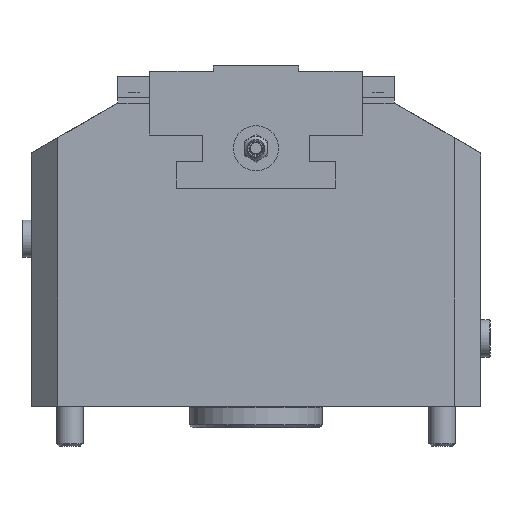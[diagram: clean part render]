
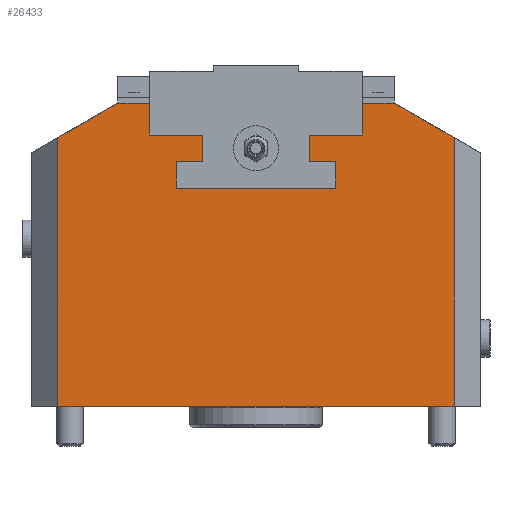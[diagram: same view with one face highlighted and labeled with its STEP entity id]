
A CAD part, front view. The second image highlights one B-rep face of the part: STEP entity #26433.
In plain terms, the highlighted planar face has unit normal (0, -1, 0).
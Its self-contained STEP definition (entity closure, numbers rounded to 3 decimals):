
#2396=FACE_OUTER_BOUND('',#3882,.T.);
#3882=EDGE_LOOP('',(#16566,#16567,#16568,#16569,#16570,#16571,#16572,#16573,
#16574,#16575,#16576,#16577,#16578,#16579,#16580,#16581,#16582,#16583));
#5566=LINE('',#34957,#7896);
#5567=LINE('',#34959,#7897);
#5568=LINE('',#34961,#7898);
#5569=LINE('',#34963,#7899);
#5570=LINE('',#34965,#7900);
#5571=LINE('',#34967,#7901);
#5572=LINE('',#34969,#7902);
#5573=LINE('',#34971,#7903);
#5574=LINE('',#34973,#7904);
#5575=LINE('',#34975,#7905);
#5576=LINE('',#34977,#7906);
#5577=LINE('',#34979,#7907);
#5578=LINE('',#34981,#7908);
#5579=LINE('',#34983,#7909);
#5580=LINE('',#34985,#7910);
#5581=LINE('',#34987,#7911);
#5582=LINE('',#34989,#7912);
#5583=LINE('',#34990,#7913);
#7896=VECTOR('',#29616,10.);
#7897=VECTOR('',#29617,10.);
#7898=VECTOR('',#29618,10.);
#7899=VECTOR('',#29619,10.);
#7900=VECTOR('',#29620,10.);
#7901=VECTOR('',#29621,10.);
#7902=VECTOR('',#29622,10.);
#7903=VECTOR('',#29623,10.);
#7904=VECTOR('',#29624,10.);
#7905=VECTOR('',#29625,10.);
#7906=VECTOR('',#29626,10.);
#7907=VECTOR('',#29627,10.);
#7908=VECTOR('',#29628,10.);
#7909=VECTOR('',#29629,10.);
#7910=VECTOR('',#29630,10.);
#7911=VECTOR('',#29631,10.);
#7912=VECTOR('',#29632,10.);
#7913=VECTOR('',#29633,10.);
#10226=VERTEX_POINT('',#34955);
#10227=VERTEX_POINT('',#34956);
#10228=VERTEX_POINT('',#34958);
#10229=VERTEX_POINT('',#34960);
#10230=VERTEX_POINT('',#34962);
#10231=VERTEX_POINT('',#34964);
#10232=VERTEX_POINT('',#34966);
#10233=VERTEX_POINT('',#34968);
#10234=VERTEX_POINT('',#34970);
#10235=VERTEX_POINT('',#34972);
#10236=VERTEX_POINT('',#34974);
#10237=VERTEX_POINT('',#34976);
#10238=VERTEX_POINT('',#34978);
#10239=VERTEX_POINT('',#34980);
#10240=VERTEX_POINT('',#34982);
#10241=VERTEX_POINT('',#34984);
#10242=VERTEX_POINT('',#34986);
#10243=VERTEX_POINT('',#34988);
#12754=EDGE_CURVE('',#10226,#10227,#5566,.T.);
#12755=EDGE_CURVE('',#10227,#10228,#5567,.T.);
#12756=EDGE_CURVE('',#10228,#10229,#5568,.T.);
#12757=EDGE_CURVE('',#10229,#10230,#5569,.T.);
#12758=EDGE_CURVE('',#10230,#10231,#5570,.T.);
#12759=EDGE_CURVE('',#10231,#10232,#5571,.T.);
#12760=EDGE_CURVE('',#10232,#10233,#5572,.T.);
#12761=EDGE_CURVE('',#10233,#10234,#5573,.T.);
#12762=EDGE_CURVE('',#10235,#10234,#5574,.T.);
#12763=EDGE_CURVE('',#10235,#10236,#5575,.T.);
#12764=EDGE_CURVE('',#10237,#10236,#5576,.T.);
#12765=EDGE_CURVE('',#10237,#10238,#5577,.T.);
#12766=EDGE_CURVE('',#10239,#10238,#5578,.T.);
#12767=EDGE_CURVE('',#10239,#10240,#5579,.T.);
#12768=EDGE_CURVE('',#10241,#10240,#5580,.T.);
#12769=EDGE_CURVE('',#10241,#10242,#5581,.T.);
#12770=EDGE_CURVE('',#10242,#10243,#5582,.T.);
#12771=EDGE_CURVE('',#10243,#10226,#5583,.T.);
#16566=ORIENTED_EDGE('',*,*,#12754,.T.);
#16567=ORIENTED_EDGE('',*,*,#12755,.T.);
#16568=ORIENTED_EDGE('',*,*,#12756,.T.);
#16569=ORIENTED_EDGE('',*,*,#12757,.T.);
#16570=ORIENTED_EDGE('',*,*,#12758,.T.);
#16571=ORIENTED_EDGE('',*,*,#12759,.T.);
#16572=ORIENTED_EDGE('',*,*,#12760,.T.);
#16573=ORIENTED_EDGE('',*,*,#12761,.T.);
#16574=ORIENTED_EDGE('',*,*,#12762,.F.);
#16575=ORIENTED_EDGE('',*,*,#12763,.T.);
#16576=ORIENTED_EDGE('',*,*,#12764,.F.);
#16577=ORIENTED_EDGE('',*,*,#12765,.T.);
#16578=ORIENTED_EDGE('',*,*,#12766,.F.);
#16579=ORIENTED_EDGE('',*,*,#12767,.T.);
#16580=ORIENTED_EDGE('',*,*,#12768,.F.);
#16581=ORIENTED_EDGE('',*,*,#12769,.T.);
#16582=ORIENTED_EDGE('',*,*,#12770,.T.);
#16583=ORIENTED_EDGE('',*,*,#12771,.T.);
#24190=PLANE('',#28106);
#26433=ADVANCED_FACE('',(#2396),#24190,.F.);
#28106=AXIS2_PLACEMENT_3D('',#34954,#29614,#29615);
#29614=DIRECTION('center_axis',(0.,1.,0.));
#29615=DIRECTION('ref_axis',(0.,0.,1.));
#29616=DIRECTION('',(1.,0.,0.));
#29617=DIRECTION('',(0.,0.,-1.));
#29618=DIRECTION('',(-1.,0.,0.));
#29619=DIRECTION('',(0.,0.,1.));
#29620=DIRECTION('',(1.,0.,0.));
#29621=DIRECTION('',(0.,0.,1.));
#29622=DIRECTION('',(-1.,0.,0.));
#29623=DIRECTION('',(0.,0.,1.));
#29624=DIRECTION('',(1.,0.,0.));
#29625=DIRECTION('',(-0.866,0.,-0.5));
#29626=DIRECTION('',(0.,0.,1.));
#29627=DIRECTION('',(1.,0.,0.));
#29628=DIRECTION('',(0.,0.,-1.));
#29629=DIRECTION('',(-0.866,0.,0.5));
#29630=DIRECTION('',(1.,0.,0.));
#29631=DIRECTION('',(0.,0.,-1.));
#29632=DIRECTION('',(-1.,0.,0.));
#29633=DIRECTION('',(0.,0.,-1.));
#34954=CARTESIAN_POINT('Origin',(107.703,-125.,51.));
#34955=CARTESIAN_POINT('',(20.,-125.,29.));
#34956=CARTESIAN_POINT('',(30.,-125.,29.));
#34957=CARTESIAN_POINT('',(38.852,-125.,29.));
#34958=CARTESIAN_POINT('',(30.,-125.,19.));
#34959=CARTESIAN_POINT('',(30.,-125.,40.));
#34960=CARTESIAN_POINT('',(-30.,-125.,19.));
#34961=CARTESIAN_POINT('',(68.852,-125.,19.));
#34962=CARTESIAN_POINT('',(-30.,-125.,29.));
#34963=CARTESIAN_POINT('',(-30.,-125.,35.));
#34964=CARTESIAN_POINT('',(-20.,-125.,29.));
#34965=CARTESIAN_POINT('',(43.852,-125.,29.));
#34966=CARTESIAN_POINT('',(-20.,-125.,39.));
#34967=CARTESIAN_POINT('',(-20.,-125.,45.));
#34968=CARTESIAN_POINT('',(-40.,-125.,39.));
#34969=CARTESIAN_POINT('',(33.852,-125.,39.));
#34970=CARTESIAN_POINT('',(-40.,-125.,51.));
#34971=CARTESIAN_POINT('',(-40.,-125.,51.));
#34972=CARTESIAN_POINT('',(-52.,-125.,51.));
#34973=CARTESIAN_POINT('',(53.852,-125.,51.));
#34974=CARTESIAN_POINT('',(-74.5,-125.,38.01));
#34975=CARTESIAN_POINT('',(-8.361,-125.,76.195));
#34976=CARTESIAN_POINT('',(-74.5,-125.,-63.));
#34977=CARTESIAN_POINT('',(-74.5,-125.,-25.5));
#34978=CARTESIAN_POINT('',(74.5,-125.,-63.));
#34979=CARTESIAN_POINT('',(52.776,-125.,-63.));
#34980=CARTESIAN_POINT('',(74.5,-125.,38.01));
#34981=CARTESIAN_POINT('',(74.5,-125.,-25.5));
#34982=CARTESIAN_POINT('',(52.,-125.,51.));
#34983=CARTESIAN_POINT('',(72.889,-125.,38.94));
#34984=CARTESIAN_POINT('',(40.,-125.,51.));
#34985=CARTESIAN_POINT('',(53.852,-125.,51.));
#34986=CARTESIAN_POINT('',(40.,-125.,39.));
#34987=CARTESIAN_POINT('',(40.,-125.,45.));
#34988=CARTESIAN_POINT('',(20.,-125.,39.));
#34989=CARTESIAN_POINT('',(63.852,-125.,39.));
#34990=CARTESIAN_POINT('',(20.,-125.,40.));
